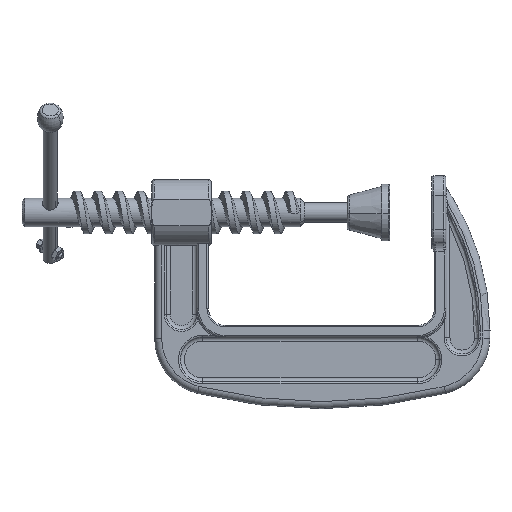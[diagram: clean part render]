
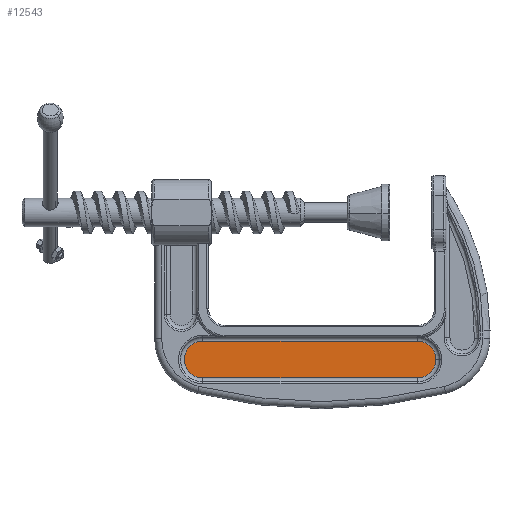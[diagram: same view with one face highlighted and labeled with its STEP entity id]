
A CAD part, top view. The second image highlights one B-rep face of the part: STEP entity #12543.
In plain terms, the highlighted planar face has unit normal (0, 0, 1).
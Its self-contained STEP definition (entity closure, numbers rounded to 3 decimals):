
#735 = CARTESIAN_POINT ( 'NONE',  ( 19.285, -1722.647, -600.061 ) ) ;
#2444 = AXIS2_PLACEMENT_3D ( 'NONE', #15028, #9476, #10919 ) ;
#2486 = ORIENTED_EDGE ( 'NONE', *, *, #16576, .T. ) ;
#2907 = DIRECTION ( 'NONE',  ( 0., 0., -1. ) ) ;
#3062 = AXIS2_PLACEMENT_3D ( 'NONE', #23369, #13399, #9074 ) ;
#3765 = VERTEX_POINT ( 'NONE', #7140 ) ;
#4725 = AXIS2_PLACEMENT_3D ( 'NONE', #16109, #7935, #19993 ) ;
#5066 = VECTOR ( 'NONE', #24998, 1000. ) ;
#5666 = VERTEX_POINT ( 'NONE', #735 ) ;
#5869 = DIRECTION ( 'NONE',  ( 1., 0., 0. ) ) ;
#6183 = CIRCLE ( 'NONE', #2444, 7.8 ) ;
#6391 = CIRCLE ( 'NONE', #4725, 7.8 ) ;
#7140 = CARTESIAN_POINT ( 'NONE',  ( 11.485, -1730.447, -600.061 ) ) ;
#7165 = ORIENTED_EDGE ( 'NONE', *, *, #19276, .T. ) ;
#7935 = DIRECTION ( 'NONE',  ( 0., 0., 1. ) ) ;
#8102 = CIRCLE ( 'NONE', #3062, 7.8 ) ;
#8671 = PLANE ( 'NONE',  #22896 ) ;
#9011 = CARTESIAN_POINT ( 'NONE',  ( -79.715, -1714.847, -600.061 ) ) ;
#9074 = DIRECTION ( 'NONE',  ( 1., 0., 0. ) ) ;
#9173 = EDGE_CURVE ( 'NONE', #5666, #22836, #6183, .T. ) ;
#9476 = DIRECTION ( 'NONE',  ( 0., 0., 1. ) ) ;
#10919 = DIRECTION ( 'NONE',  ( 1., 0., 0. ) ) ;
#11906 = LINE ( 'NONE', #16280, #22713 ) ;
#12543 = ADVANCED_FACE ( 'NONE', ( #24673 ), #8671, .F. ) ;
#13264 = VERTEX_POINT ( 'NONE', #21911 ) ;
#13399 = DIRECTION ( 'NONE',  ( 0., 0., 1. ) ) ;
#15028 = CARTESIAN_POINT ( 'NONE',  ( 11.485, -1722.647, -600.061 ) ) ;
#15188 = LINE ( 'NONE', #9011, #5066 ) ;
#15329 = EDGE_CURVE ( 'NONE', #13264, #21207, #8102, .T. ) ;
#16109 = CARTESIAN_POINT ( 'NONE',  ( 11.485, -1722.647, -600.061 ) ) ;
#16280 = CARTESIAN_POINT ( 'NONE',  ( -79.715, -1730.447, -600.061 ) ) ;
#16349 = CARTESIAN_POINT ( 'NONE',  ( -79.715, -1730.447, -600.061 ) ) ;
#16366 = ORIENTED_EDGE ( 'NONE', *, *, #15329, .T. ) ;
#16576 = EDGE_CURVE ( 'NONE', #22836, #13264, #15188, .T. ) ;
#16817 = ORIENTED_EDGE ( 'NONE', *, *, #9173, .T. ) ;
#19138 = CARTESIAN_POINT ( 'NONE',  ( -79.715, -1722.647, -600.061 ) ) ;
#19276 = EDGE_CURVE ( 'NONE', #21207, #3765, #11906, .T. ) ;
#19993 = DIRECTION ( 'NONE',  ( 1., 0., 0. ) ) ;
#21207 = VERTEX_POINT ( 'NONE', #16349 ) ;
#21778 = EDGE_LOOP ( 'NONE', ( #2486, #16366, #7165, #23929, #16817 ) ) ;
#21911 = CARTESIAN_POINT ( 'NONE',  ( -79.715, -1714.847, -600.061 ) ) ;
#22713 = VECTOR ( 'NONE', #5869, 1000. ) ;
#22836 = VERTEX_POINT ( 'NONE', #24125 ) ;
#22896 = AXIS2_PLACEMENT_3D ( 'NONE', #19138, #2907, #22964 ) ;
#22964 = DIRECTION ( 'NONE',  ( 1., 0., 0. ) ) ;
#23360 = EDGE_CURVE ( 'NONE', #3765, #5666, #6391, .T. ) ;
#23369 = CARTESIAN_POINT ( 'NONE',  ( -79.715, -1722.647, -600.061 ) ) ;
#23929 = ORIENTED_EDGE ( 'NONE', *, *, #23360, .T. ) ;
#24125 = CARTESIAN_POINT ( 'NONE',  ( 11.485, -1714.847, -600.061 ) ) ;
#24673 = FACE_OUTER_BOUND ( 'NONE', #21778, .T. ) ;
#24998 = DIRECTION ( 'NONE',  ( -1., 0., 0. ) ) ;
